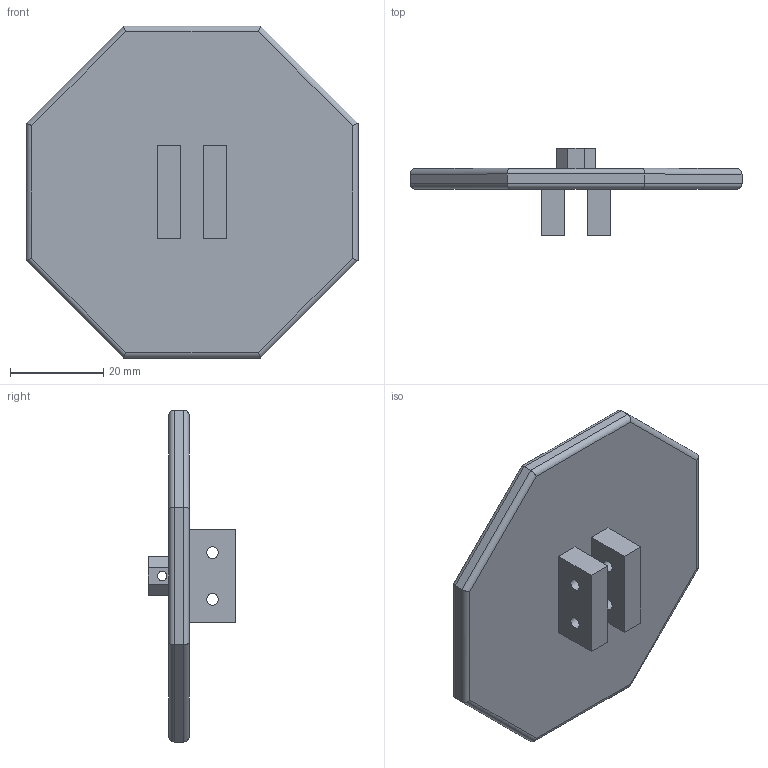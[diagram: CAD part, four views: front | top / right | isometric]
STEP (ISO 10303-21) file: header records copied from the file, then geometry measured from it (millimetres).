
FILE_DESCRIPTION(/* description */ (''),/* implementation_level */ '2;1');
FILE_NAME(/* name */ 'Bi-PAM_bottom.stp',/* time_stamp */ '2023-07-24T16:30:57+09:00',/* author */ ('jsw'),/* organization */ (''),/* preprocessor_version */ 'ST-DEVELOPER v19.2',/* originating_system */ 'Autodesk Inventor 2024',/* authorisation */ '');
FILE_SCHEMA (('AUTOMOTIVE_DESIGN { 1 0 10303 214 3 1 1 }'));
Length unit declared in the file: millimetre
Products named in the file (1): OV-PAM_bottom_2
Bounding box: 71.18 x 18.8 x 71.18 mm (x, y, z)
Volume: 17745 mm3; surface area: 11030.2 mm2
Topology: 1 solids, 1 shells, 85 faces, 207 edges, 130 vertices
Faces by surface type: plane 64, cylinder 21
Full cylindrical faces by diameter (mm): 2 x1, 2.5 x4
Entity records: 2498 total; most frequent: CARTESIAN_POINT 423, ORIENTED_EDGE 414, DIRECTION 405, EDGE_CURVE 207, LINE 181, VECTOR 181, VERTEX_POINT 130, AXIS2_PLACEMENT_3D 112
